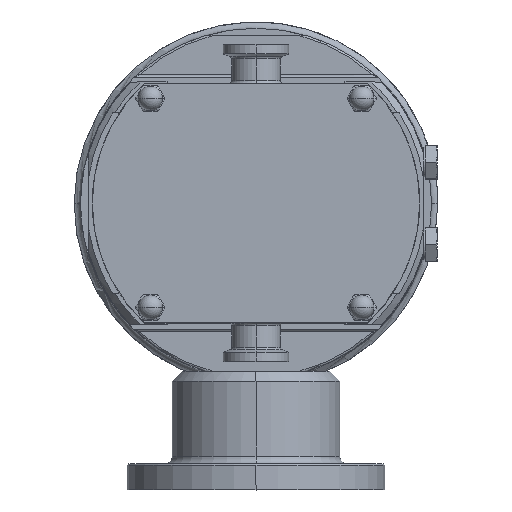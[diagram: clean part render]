
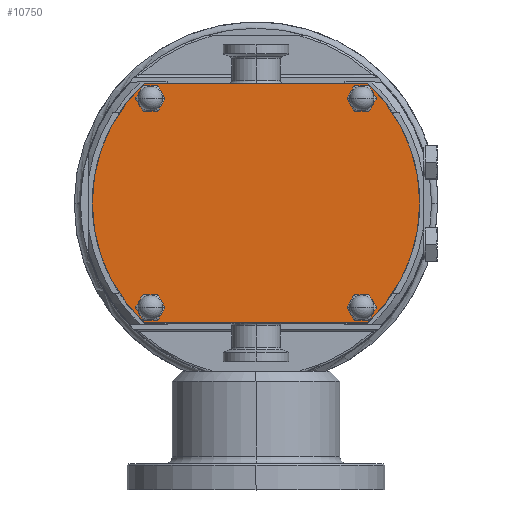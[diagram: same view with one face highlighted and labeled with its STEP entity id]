
A CAD part, top view. The second image highlights one B-rep face of the part: STEP entity #10750.
In plain terms, the highlighted planar face has unit normal (0, 0, 1).
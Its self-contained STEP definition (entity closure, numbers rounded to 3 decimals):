
#333=DIRECTION('',(1.,0.,0.));
#334=VECTOR('',#333,86.487);
#335=CARTESIAN_POINT('',(-43.243,46.5,88.025));
#336=LINE('',#335,#334);
#337=CARTESIAN_POINT('',(0.,0.,88.025));
#338=DIRECTION('',(0.,0.,-1.));
#339=DIRECTION('',(0.681,0.732,0.));
#340=AXIS2_PLACEMENT_3D('',#337,#338,#339);
#342=DIRECTION('',(-1.,0.,0.));
#343=VECTOR('',#342,86.487);
#344=CARTESIAN_POINT('',(43.243,-46.5,88.025));
#345=LINE('',#344,#343);
#346=CARTESIAN_POINT('',(0.,0.,88.025));
#347=DIRECTION('',(0.,0.,-1.));
#348=DIRECTION('',(-0.681,-0.732,0.));
#349=AXIS2_PLACEMENT_3D('',#346,#347,#348);
#351=CARTESIAN_POINT('',(-41.,40.5,88.025));
#352=DIRECTION('',(0.,0.,1.));
#353=DIRECTION('',(-1.,0.,0.));
#354=AXIS2_PLACEMENT_3D('',#351,#352,#353);
#356=CARTESIAN_POINT('',(-41.,40.5,88.025));
#357=DIRECTION('',(0.,0.,1.));
#358=DIRECTION('',(1.,0.,0.));
#359=AXIS2_PLACEMENT_3D('',#356,#357,#358);
#361=CARTESIAN_POINT('',(-41.,-40.5,88.025));
#362=DIRECTION('',(0.,0.,1.));
#363=DIRECTION('',(-1.,0.,0.));
#364=AXIS2_PLACEMENT_3D('',#361,#362,#363);
#366=CARTESIAN_POINT('',(-41.,-40.5,88.025));
#367=DIRECTION('',(0.,0.,1.));
#368=DIRECTION('',(1.,0.,0.));
#369=AXIS2_PLACEMENT_3D('',#366,#367,#368);
#371=CARTESIAN_POINT('',(41.,40.5,88.025));
#372=DIRECTION('',(0.,0.,1.));
#373=DIRECTION('',(-1.,0.,0.));
#374=AXIS2_PLACEMENT_3D('',#371,#372,#373);
#376=CARTESIAN_POINT('',(41.,40.5,88.025));
#377=DIRECTION('',(0.,0.,1.));
#378=DIRECTION('',(1.,0.,0.));
#379=AXIS2_PLACEMENT_3D('',#376,#377,#378);
#381=CARTESIAN_POINT('',(41.,-40.5,88.025));
#382=DIRECTION('',(0.,0.,1.));
#383=DIRECTION('',(-1.,0.,0.));
#384=AXIS2_PLACEMENT_3D('',#381,#382,#383);
#386=CARTESIAN_POINT('',(41.,-40.5,88.025));
#387=DIRECTION('',(0.,0.,1.));
#388=DIRECTION('',(1.,0.,0.));
#389=AXIS2_PLACEMENT_3D('',#386,#387,#388);
#9905=CARTESIAN_POINT('',(-43.243,-46.5,88.025));
#9906=CARTESIAN_POINT('',(-43.243,46.5,88.025));
#9907=VERTEX_POINT('',#9905);
#9908=VERTEX_POINT('',#9906);
#9909=CARTESIAN_POINT('',(43.243,46.5,88.025));
#9910=CARTESIAN_POINT('',(43.243,-46.5,88.025));
#9911=VERTEX_POINT('',#9909);
#9912=VERTEX_POINT('',#9910);
#9979=CARTESIAN_POINT('',(-45.75,40.5,88.025));
#9980=CARTESIAN_POINT('',(-36.25,40.5,88.025));
#9981=VERTEX_POINT('',#9979);
#9982=VERTEX_POINT('',#9980);
#10049=CARTESIAN_POINT('',(-45.75,-40.5,88.025));
#10050=CARTESIAN_POINT('',(-36.25,-40.5,88.025));
#10051=VERTEX_POINT('',#10049);
#10052=VERTEX_POINT('',#10050);
#10119=CARTESIAN_POINT('',(36.25,40.5,88.025));
#10120=CARTESIAN_POINT('',(45.75,40.5,88.025));
#10121=VERTEX_POINT('',#10119);
#10122=VERTEX_POINT('',#10120);
#10189=CARTESIAN_POINT('',(36.25,-40.5,88.025));
#10190=CARTESIAN_POINT('',(45.75,-40.5,88.025));
#10191=VERTEX_POINT('',#10189);
#10192=VERTEX_POINT('',#10190);
#10715=CARTESIAN_POINT('',(0.,0.,88.025));
#10716=DIRECTION('',(0.,0.,1.));
#10717=DIRECTION('',(0.,1.,0.));
#10718=AXIS2_PLACEMENT_3D('',#10715,#10716,#10717);
#10719=PLANE('',#10718);
#10720=ORIENTED_EDGE('',*,*,#10636,.T.);
#10721=ORIENTED_EDGE('',*,*,#10660,.T.);
#10722=ORIENTED_EDGE('',*,*,#10679,.T.);
#10723=ORIENTED_EDGE('',*,*,#10703,.T.);
#10724=EDGE_LOOP('',(#10720,#10721,#10722,#10723));
#10725=FACE_OUTER_BOUND('',#10724,.F.);
#10727=ORIENTED_EDGE('',*,*,#10726,.T.);
#10729=ORIENTED_EDGE('',*,*,#10728,.T.);
#10730=EDGE_LOOP('',(#10727,#10729));
#10731=FACE_BOUND('',#10730,.F.);
#10733=ORIENTED_EDGE('',*,*,#10732,.T.);
#10735=ORIENTED_EDGE('',*,*,#10734,.T.);
#10736=EDGE_LOOP('',(#10733,#10735));
#10737=FACE_BOUND('',#10736,.F.);
#10739=ORIENTED_EDGE('',*,*,#10738,.T.);
#10741=ORIENTED_EDGE('',*,*,#10740,.T.);
#10742=EDGE_LOOP('',(#10739,#10741));
#10743=FACE_BOUND('',#10742,.F.);
#10745=ORIENTED_EDGE('',*,*,#10744,.T.);
#10747=ORIENTED_EDGE('',*,*,#10746,.T.);
#10748=EDGE_LOOP('',(#10745,#10747));
#10749=FACE_BOUND('',#10748,.F.);
#10750=ADVANCED_FACE('',(#10725,#10731,#10737,#10743,#10749),#10719,.T.);
#341=CIRCLE('',#340,63.5);
#350=CIRCLE('',#349,63.5);
#355=CIRCLE('',#354,4.75);
#360=CIRCLE('',#359,4.75);
#365=CIRCLE('',#364,4.75);
#370=CIRCLE('',#369,4.75);
#375=CIRCLE('',#374,4.75);
#380=CIRCLE('',#379,4.75);
#385=CIRCLE('',#384,4.75);
#390=CIRCLE('',#389,4.75);
#10636=EDGE_CURVE('',#9908,#9911,#336,.T.);
#10660=EDGE_CURVE('',#9911,#9912,#341,.T.);
#10679=EDGE_CURVE('',#9912,#9907,#345,.T.);
#10703=EDGE_CURVE('',#9907,#9908,#350,.T.);
#10726=EDGE_CURVE('',#9981,#9982,#355,.T.);
#10728=EDGE_CURVE('',#9982,#9981,#360,.T.);
#10732=EDGE_CURVE('',#10051,#10052,#365,.T.);
#10734=EDGE_CURVE('',#10052,#10051,#370,.T.);
#10738=EDGE_CURVE('',#10121,#10122,#375,.T.);
#10740=EDGE_CURVE('',#10122,#10121,#380,.T.);
#10744=EDGE_CURVE('',#10191,#10192,#385,.T.);
#10746=EDGE_CURVE('',#10192,#10191,#390,.T.);
